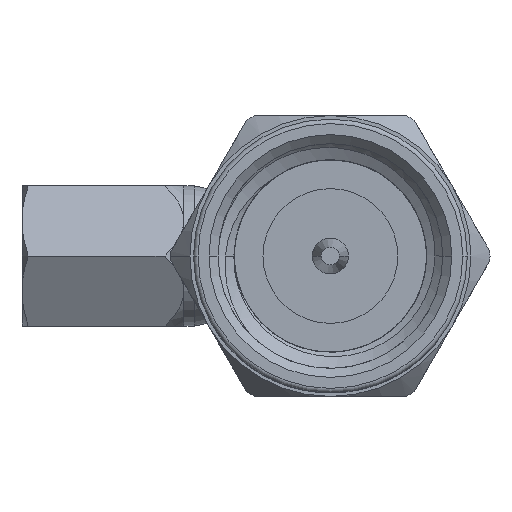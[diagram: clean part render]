
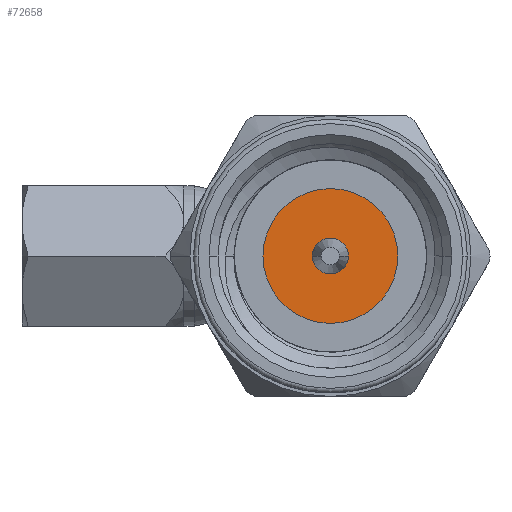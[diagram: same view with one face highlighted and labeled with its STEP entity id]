
A CAD part, front view. The second image highlights one B-rep face of the part: STEP entity #72658.
In plain terms, the highlighted face is planar.
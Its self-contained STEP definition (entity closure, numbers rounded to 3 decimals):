
#4261 = EDGE_CURVE ( 'NONE', #54200, #69210, #91365, .T. ) ;
#4456 = PLANE ( 'NONE',  #89208 ) ;
#5643 = DIRECTION ( 'NONE',  ( -1., 0., 0. ) ) ;
#6037 = CARTESIAN_POINT ( 'NONE',  ( -18.288, 3.867, 0. ) ) ;
#8326 = DIRECTION ( 'NONE',  ( -1., 0., 0. ) ) ;
#10622 = CIRCLE ( 'NONE', #62111, 1.905 ) ;
#13810 = DIRECTION ( 'NONE',  ( 0., 0., 1. ) ) ;
#15299 = ORIENTED_EDGE ( 'NONE', *, *, #92988, .T. ) ;
#16096 = AXIS2_PLACEMENT_3D ( 'NONE', #62747, #8326, #118095 ) ;
#20558 = EDGE_LOOP ( 'NONE', ( #69178, #89413 ) ) ;
#24027 = DIRECTION ( 'NONE',  ( -1., 0., 0. ) ) ;
#24396 = DIRECTION ( 'NONE',  ( 0., 0., 1. ) ) ;
#25368 = EDGE_CURVE ( 'NONE', #37027, #99690, #10622, .T. ) ;
#27794 = AXIS2_PLACEMENT_3D ( 'NONE', #33026, #34158, #97445 ) ;
#33026 = CARTESIAN_POINT ( 'NONE',  ( -18.288, 0., 0. ) ) ;
#34158 = DIRECTION ( 'NONE',  ( -1., 0., 0. ) ) ;
#37027 = VERTEX_POINT ( 'NONE', #62827 ) ;
#37462 = ORIENTED_EDGE ( 'NONE', *, *, #25368, .T. ) ;
#42128 = CIRCLE ( 'NONE', #72276, 0.508 ) ;
#44484 = EDGE_LOOP ( 'NONE', ( #37462, #15299 ) ) ;
#50349 = CARTESIAN_POINT ( 'NONE',  ( -18.288, 0., 0. ) ) ;
#54200 = VERTEX_POINT ( 'NONE', #60984 ) ;
#60984 = CARTESIAN_POINT ( 'NONE',  ( -18.288, 0., -0.508 ) ) ;
#62111 = AXIS2_PLACEMENT_3D ( 'NONE', #50349, #85450, #13810 ) ;
#62747 = CARTESIAN_POINT ( 'NONE',  ( -18.288, 0., 0. ) ) ;
#62827 = CARTESIAN_POINT ( 'NONE',  ( -18.288, 0., -1.905 ) ) ;
#65436 = EDGE_CURVE ( 'NONE', #69210, #54200, #42128, .T. ) ;
#66854 = CIRCLE ( 'NONE', #27794, 1.905 ) ;
#69178 = ORIENTED_EDGE ( 'NONE', *, *, #4261, .F. ) ;
#69210 = VERTEX_POINT ( 'NONE', #99114 ) ;
#72276 = AXIS2_PLACEMENT_3D ( 'NONE', #78496, #24027, #95649 ) ;
#72658 = ADVANCED_FACE ( 'NONE', ( #104779, #83446 ), #4456, .T. ) ;
#78496 = CARTESIAN_POINT ( 'NONE',  ( -18.288, 0., 0. ) ) ;
#83446 = FACE_BOUND ( 'NONE', #20558, .T. ) ;
#85450 = DIRECTION ( 'NONE',  ( -1., 0., 0. ) ) ;
#89208 = AXIS2_PLACEMENT_3D ( 'NONE', #6037, #5643, #24396 ) ;
#89413 = ORIENTED_EDGE ( 'NONE', *, *, #65436, .F. ) ;
#91365 = CIRCLE ( 'NONE', #16096, 0.508 ) ;
#92988 = EDGE_CURVE ( 'NONE', #99690, #37027, #66854, .T. ) ;
#95649 = DIRECTION ( 'NONE',  ( 0., 0., 1. ) ) ;
#97445 = DIRECTION ( 'NONE',  ( 0., 0., 1. ) ) ;
#99114 = CARTESIAN_POINT ( 'NONE',  ( -18.288, 0., 0.508 ) ) ;
#99690 = VERTEX_POINT ( 'NONE', #99849 ) ;
#99849 = CARTESIAN_POINT ( 'NONE',  ( -18.288, 0., 1.905 ) ) ;
#104779 = FACE_OUTER_BOUND ( 'NONE', #44484, .T. ) ;
#118095 = DIRECTION ( 'NONE',  ( 0., 0., 1. ) ) ;
